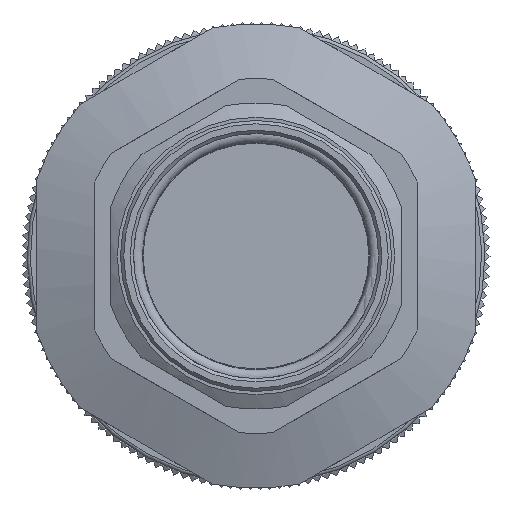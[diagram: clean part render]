
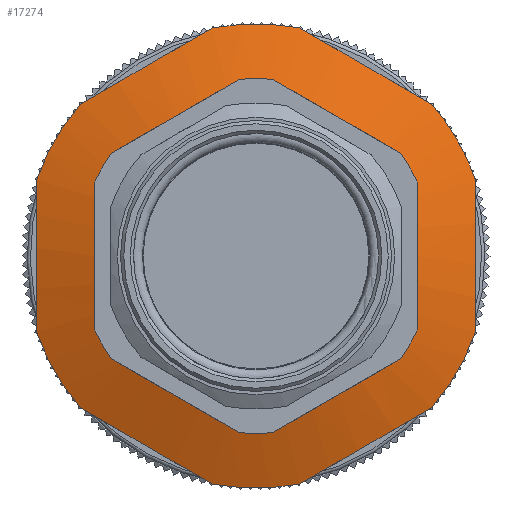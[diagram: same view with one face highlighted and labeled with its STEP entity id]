
A CAD part, left-side view. The second image highlights one B-rep face of the part: STEP entity #17274.
In plain terms, the highlighted conical face has half-angle 70 degrees and reference radius 30.4 mm.
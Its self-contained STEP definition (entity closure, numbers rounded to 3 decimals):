
#21=CONICAL_SURFACE('',#18103,30.4,1.222);
#43=(
BOUNDED_CURVE()
B_SPLINE_CURVE(2,(#33359,#33360,#33361),.UNSPECIFIED.,.F.,.F.)
B_SPLINE_CURVE_WITH_KNOTS((3,3),(0.,2.371),.UNSPECIFIED.)
CURVE()
GEOMETRIC_REPRESENTATION_ITEM()
RATIONAL_B_SPLINE_CURVE((1.,1.059,1.))
REPRESENTATION_ITEM('')
);
#45=(
BOUNDED_CURVE()
B_SPLINE_CURVE(2,(#33372,#33373,#33374),.UNSPECIFIED.,.F.,.F.)
B_SPLINE_CURVE_WITH_KNOTS((3,3),(0.,2.371),.UNSPECIFIED.)
CURVE()
GEOMETRIC_REPRESENTATION_ITEM()
RATIONAL_B_SPLINE_CURVE((1.,1.059,1.))
REPRESENTATION_ITEM('')
);
#47=(
BOUNDED_CURVE()
B_SPLINE_CURVE(2,(#33385,#33386,#33387),.UNSPECIFIED.,.F.,.F.)
B_SPLINE_CURVE_WITH_KNOTS((3,3),(0.,2.371),.UNSPECIFIED.)
CURVE()
GEOMETRIC_REPRESENTATION_ITEM()
RATIONAL_B_SPLINE_CURVE((1.,1.059,1.))
REPRESENTATION_ITEM('')
);
#49=(
BOUNDED_CURVE()
B_SPLINE_CURVE(2,(#33398,#33399,#33400),.UNSPECIFIED.,.F.,.F.)
B_SPLINE_CURVE_WITH_KNOTS((3,3),(0.,2.371),.UNSPECIFIED.)
CURVE()
GEOMETRIC_REPRESENTATION_ITEM()
RATIONAL_B_SPLINE_CURVE((1.,1.059,1.))
REPRESENTATION_ITEM('')
);
#51=(
BOUNDED_CURVE()
B_SPLINE_CURVE(2,(#33411,#33412,#33413),.UNSPECIFIED.,.F.,.F.)
B_SPLINE_CURVE_WITH_KNOTS((3,3),(0.,2.371),.UNSPECIFIED.)
CURVE()
GEOMETRIC_REPRESENTATION_ITEM()
RATIONAL_B_SPLINE_CURVE((1.,1.059,1.))
REPRESENTATION_ITEM('')
);
#53=(
BOUNDED_CURVE()
B_SPLINE_CURVE(2,(#33424,#33425,#33426),.UNSPECIFIED.,.F.,.F.)
B_SPLINE_CURVE_WITH_KNOTS((3,3),(0.,2.371),.UNSPECIFIED.)
CURVE()
GEOMETRIC_REPRESENTATION_ITEM()
RATIONAL_B_SPLINE_CURVE((1.,1.059,1.))
REPRESENTATION_ITEM('')
);
#2244=LINE('',#33458,#3205);
#3205=VECTOR('',#20041,30.4);
#5170=FACE_OUTER_BOUND('',#6141,.T.);
#6141=EDGE_LOOP('',(#13983,#13984,#13985,#13986,#13987,#13988,#13989,#13990,
#13991,#13992,#13993,#13994,#13995,#13996,#13997,#13998,#13999));
#6726=CIRCLE('',#18063,24.8);
#6727=CIRCLE('',#18064,24.8);
#6737=CIRCLE('',#18093,36.);
#6738=CIRCLE('',#18094,36.);
#6739=CIRCLE('',#18096,36.);
#6740=CIRCLE('',#18098,36.);
#6741=CIRCLE('',#18100,36.);
#6742=CIRCLE('',#18102,36.);
#6743=CIRCLE('',#18104,36.);
#7788=VERTEX_POINT('',#33336);
#7789=VERTEX_POINT('',#33337);
#7792=VERTEX_POINT('',#33357);
#7793=VERTEX_POINT('',#33358);
#7796=VERTEX_POINT('',#33370);
#7797=VERTEX_POINT('',#33371);
#7800=VERTEX_POINT('',#33383);
#7801=VERTEX_POINT('',#33384);
#7804=VERTEX_POINT('',#33396);
#7805=VERTEX_POINT('',#33397);
#7808=VERTEX_POINT('',#33409);
#7809=VERTEX_POINT('',#33410);
#7812=VERTEX_POINT('',#33422);
#7813=VERTEX_POINT('',#33423);
#7817=VERTEX_POINT('',#33445);
#9967=EDGE_CURVE('',#7788,#7789,#6726,.T.);
#9968=EDGE_CURVE('',#7789,#7788,#6727,.T.);
#9972=EDGE_CURVE('',#7792,#7793,#43,.T.);
#9976=EDGE_CURVE('',#7796,#7797,#45,.T.);
#9980=EDGE_CURVE('',#7800,#7801,#47,.T.);
#9984=EDGE_CURVE('',#7804,#7805,#49,.T.);
#9988=EDGE_CURVE('',#7808,#7809,#51,.T.);
#9992=EDGE_CURVE('',#7812,#7813,#53,.T.);
#10004=EDGE_CURVE('',#7792,#7817,#6737,.T.);
#10005=EDGE_CURVE('',#7817,#7813,#6738,.T.);
#10006=EDGE_CURVE('',#7812,#7809,#6739,.T.);
#10007=EDGE_CURVE('',#7808,#7805,#6740,.T.);
#10008=EDGE_CURVE('',#7804,#7801,#6741,.T.);
#10009=EDGE_CURVE('',#7800,#7797,#6742,.T.);
#10010=EDGE_CURVE('',#7796,#7793,#6743,.T.);
#10011=EDGE_CURVE('',#7817,#7789,#2244,.T.);
#13983=ORIENTED_EDGE('',*,*,#9972,.T.);
#13984=ORIENTED_EDGE('',*,*,#10010,.F.);
#13985=ORIENTED_EDGE('',*,*,#9976,.T.);
#13986=ORIENTED_EDGE('',*,*,#10009,.F.);
#13987=ORIENTED_EDGE('',*,*,#9980,.T.);
#13988=ORIENTED_EDGE('',*,*,#10008,.F.);
#13989=ORIENTED_EDGE('',*,*,#9984,.T.);
#13990=ORIENTED_EDGE('',*,*,#10007,.F.);
#13991=ORIENTED_EDGE('',*,*,#9988,.T.);
#13992=ORIENTED_EDGE('',*,*,#10006,.F.);
#13993=ORIENTED_EDGE('',*,*,#9992,.T.);
#13994=ORIENTED_EDGE('',*,*,#10005,.F.);
#13995=ORIENTED_EDGE('',*,*,#10011,.T.);
#13996=ORIENTED_EDGE('',*,*,#9968,.T.);
#13997=ORIENTED_EDGE('',*,*,#9967,.T.);
#13998=ORIENTED_EDGE('',*,*,#10011,.F.);
#13999=ORIENTED_EDGE('',*,*,#10004,.F.);
#17274=ADVANCED_FACE('',(#5170),#21,.T.);
#18063=AXIS2_PLACEMENT_3D('',#33338,#19943,#19944);
#18064=AXIS2_PLACEMENT_3D('',#33339,#19945,#19946);
#18093=AXIS2_PLACEMENT_3D('',#33446,#20017,#20018);
#18094=AXIS2_PLACEMENT_3D('',#33447,#20019,#20020);
#18096=AXIS2_PLACEMENT_3D('',#33449,#20023,#20024);
#18098=AXIS2_PLACEMENT_3D('',#33451,#20027,#20028);
#18100=AXIS2_PLACEMENT_3D('',#33453,#20031,#20032);
#18102=AXIS2_PLACEMENT_3D('',#33455,#20035,#20036);
#18103=AXIS2_PLACEMENT_3D('',#33456,#20037,#20038);
#18104=AXIS2_PLACEMENT_3D('',#33457,#20039,#20040);
#19943=DIRECTION('center_axis',(1.,0.,0.));
#19944=DIRECTION('ref_axis',(0.,-0.5,-0.866));
#19945=DIRECTION('center_axis',(1.,0.,0.));
#19946=DIRECTION('ref_axis',(0.,-0.5,-0.866));
#20017=DIRECTION('center_axis',(1.,0.,0.));
#20018=DIRECTION('ref_axis',(0.,-0.5,-0.866));
#20019=DIRECTION('center_axis',(1.,0.,0.));
#20020=DIRECTION('ref_axis',(0.,-0.5,-0.866));
#20023=DIRECTION('center_axis',(1.,0.,0.));
#20024=DIRECTION('ref_axis',(0.,-0.5,-0.866));
#20027=DIRECTION('center_axis',(1.,0.,0.));
#20028=DIRECTION('ref_axis',(0.,-0.5,-0.866));
#20031=DIRECTION('center_axis',(1.,0.,0.));
#20032=DIRECTION('ref_axis',(0.,-0.5,-0.866));
#20035=DIRECTION('center_axis',(1.,0.,0.));
#20036=DIRECTION('ref_axis',(0.,-0.5,-0.866));
#20037=DIRECTION('center_axis',(1.,0.,0.));
#20038=DIRECTION('ref_axis',(0.,0.866,-0.5));
#20039=DIRECTION('center_axis',(1.,0.,0.));
#20040=DIRECTION('ref_axis',(0.,-0.5,-0.866));
#20041=DIRECTION('',(-0.342,0.814,-0.47));
#33336=CARTESIAN_POINT('',(36.465,20.01,-12.4));
#33337=CARTESIAN_POINT('',(36.465,-22.945,12.4));
#33338=CARTESIAN_POINT('Origin',(36.465,-1.467,0.));
#33339=CARTESIAN_POINT('Origin',(36.465,-1.467,0.));
#33357=CARTESIAN_POINT('',(40.541,-28.714,23.529));
#33358=CARTESIAN_POINT('',(40.541,-8.22,35.361));
#33359=CARTESIAN_POINT('Ctrl Pts',(40.541,-28.714,23.529));
#33360=CARTESIAN_POINT('Ctrl Pts',(39.126,-18.467,29.445));
#33361=CARTESIAN_POINT('Ctrl Pts',(40.541,-8.22,35.361));
#33370=CARTESIAN_POINT('',(40.541,5.286,35.361));
#33371=CARTESIAN_POINT('',(40.541,25.78,23.529));
#33372=CARTESIAN_POINT('Ctrl Pts',(40.541,5.286,35.361));
#33373=CARTESIAN_POINT('Ctrl Pts',(39.126,15.533,29.445));
#33374=CARTESIAN_POINT('Ctrl Pts',(40.541,25.78,23.529));
#33383=CARTESIAN_POINT('',(40.541,32.533,11.832));
#33384=CARTESIAN_POINT('',(40.541,32.533,-11.832));
#33385=CARTESIAN_POINT('Ctrl Pts',(40.541,32.533,11.832));
#33386=CARTESIAN_POINT('Ctrl Pts',(39.126,32.533,0.));
#33387=CARTESIAN_POINT('Ctrl Pts',(40.541,32.533,-11.832));
#33396=CARTESIAN_POINT('',(40.541,25.78,-23.529));
#33397=CARTESIAN_POINT('',(40.541,5.286,-35.361));
#33398=CARTESIAN_POINT('Ctrl Pts',(40.541,25.78,-23.529));
#33399=CARTESIAN_POINT('Ctrl Pts',(39.126,15.533,-29.445));
#33400=CARTESIAN_POINT('Ctrl Pts',(40.541,5.286,-35.361));
#33409=CARTESIAN_POINT('',(40.541,-8.22,-35.361));
#33410=CARTESIAN_POINT('',(40.541,-28.714,-23.529));
#33411=CARTESIAN_POINT('Ctrl Pts',(40.541,-8.22,-35.361));
#33412=CARTESIAN_POINT('Ctrl Pts',(39.126,-18.467,-29.445));
#33413=CARTESIAN_POINT('Ctrl Pts',(40.541,-28.714,-23.529));
#33422=CARTESIAN_POINT('',(40.541,-35.467,-11.832));
#33423=CARTESIAN_POINT('',(40.541,-35.467,11.832));
#33424=CARTESIAN_POINT('Ctrl Pts',(40.541,-35.467,-11.832));
#33425=CARTESIAN_POINT('Ctrl Pts',(39.126,-35.467,0.));
#33426=CARTESIAN_POINT('Ctrl Pts',(40.541,-35.467,11.832));
#33445=CARTESIAN_POINT('',(40.541,-32.644,18.));
#33446=CARTESIAN_POINT('Origin',(40.541,-1.467,0.));
#33447=CARTESIAN_POINT('Origin',(40.541,-1.467,0.));
#33449=CARTESIAN_POINT('Origin',(40.541,-1.467,0.));
#33451=CARTESIAN_POINT('Origin',(40.541,-1.467,0.));
#33453=CARTESIAN_POINT('Origin',(40.541,-1.467,0.));
#33455=CARTESIAN_POINT('Origin',(40.541,-1.467,0.));
#33456=CARTESIAN_POINT('Origin',(38.503,-1.467,0.));
#33457=CARTESIAN_POINT('Origin',(40.541,-1.467,0.));
#33458=CARTESIAN_POINT('',(38.503,-27.794,15.2));
